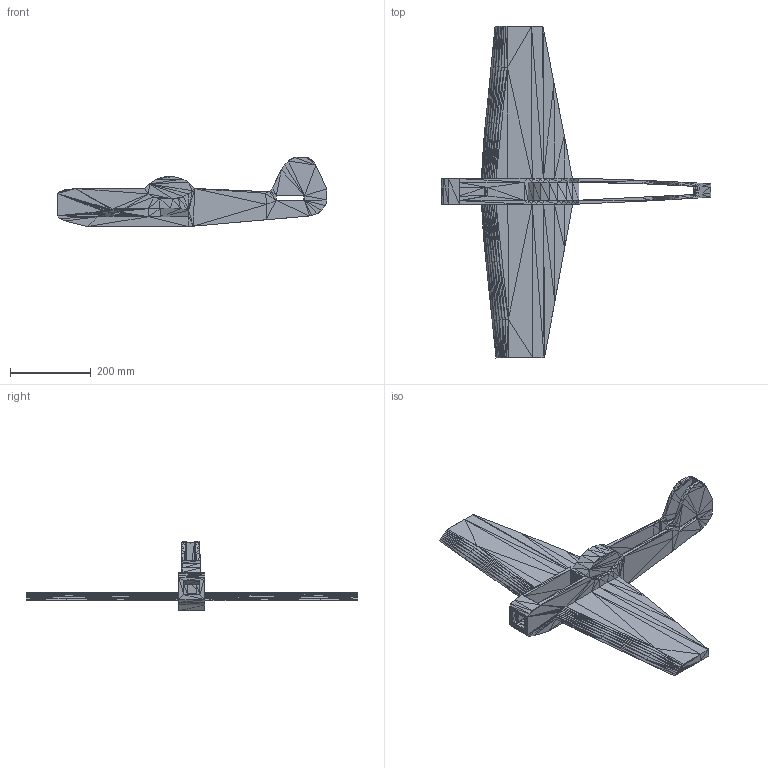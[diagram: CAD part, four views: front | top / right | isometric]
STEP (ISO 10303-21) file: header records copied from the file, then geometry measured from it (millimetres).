
FILE_DESCRIPTION((''),'2;1');
FILE_NAME('RC+plane', '2025-12-29T12:50:12', (''), (''), 'ImageToStl.com STEP Converter','', '');
FILE_SCHEMA(('AUTOMOTIVE_DESIGN_CC2'));
Length unit declared in the file: metre
Products named in the file (1): product0
Bounding box: 666.62 x 821.45 x 171.1 mm (x, y, z)
Surface area: 566058.6 mm2 (no closed solid volume)
Topology: 0 solids, 866 shells, 866 faces, 2598 edges, 427 vertices
Faces by surface type: plane 866
Entity records: 19941 total; most frequent: DIRECTION 4332, ORIENTED_EDGE 2598, EDGE_CURVE 2598, LINE 2598, VECTOR 2598, AXIS2_PLACEMENT_3D 867, FACE_SURFACE 866, PLANE 866
